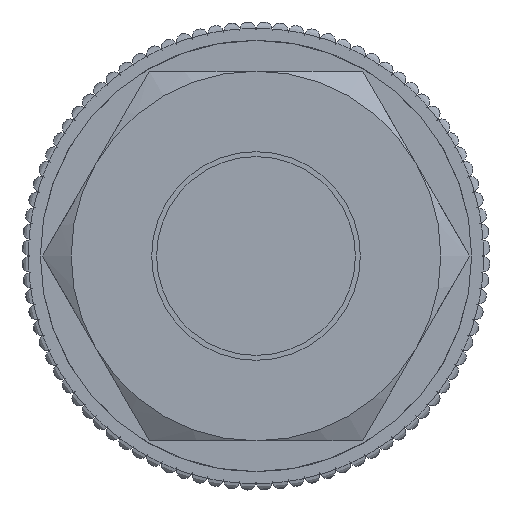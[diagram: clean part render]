
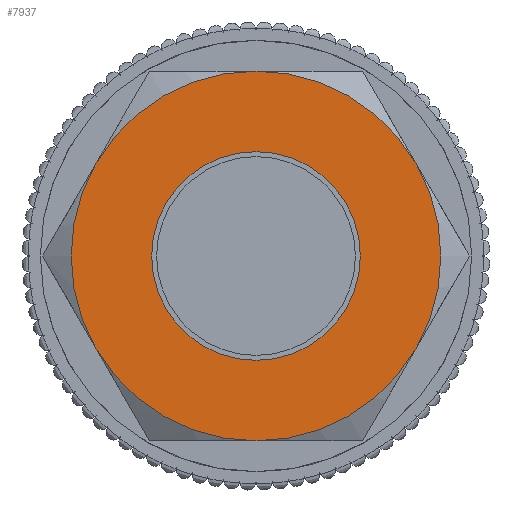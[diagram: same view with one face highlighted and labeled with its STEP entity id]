
A CAD part, left-side view. The second image highlights one B-rep face of the part: STEP entity #7937.
In plain terms, the highlighted planar face has unit normal (-1, 0, 0).
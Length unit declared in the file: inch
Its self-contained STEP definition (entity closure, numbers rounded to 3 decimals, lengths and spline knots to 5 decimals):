
#296 = CIRCLE ( 'NONE', #12510, 0.075 ) ;
#797 = DIRECTION ( 'NONE',  ( -1., 0., 0. ) ) ;
#1065 = DIRECTION ( 'NONE',  ( -1., 0., 0. ) ) ;
#1821 = VERTEX_POINT ( 'NONE', #2883 ) ;
#2042 = DIRECTION ( 'NONE',  ( 0., 0., -1. ) ) ;
#2309 = EDGE_LOOP ( 'NONE', ( #19295, #6853, #15815, #3577, #3011, #8737 ) ) ;
#2501 = EDGE_LOOP ( 'NONE', ( #21329, #14833 ) ) ;
#2850 = EDGE_CURVE ( 'NONE', #8109, #23101, #11882, .T. ) ;
#2883 = CARTESIAN_POINT ( 'NONE',  ( 0., 0., -0.225 ) ) ;
#3011 = ORIENTED_EDGE ( 'NONE', *, *, #18189, .T. ) ;
#3093 = AXIS2_PLACEMENT_3D ( 'NONE', #12534, #25054, #20830 ) ;
#3250 = VERTEX_POINT ( 'NONE', #9998 ) ;
#3523 = CIRCLE ( 'NONE', #22034, 0.225 ) ;
#3577 = ORIENTED_EDGE ( 'NONE', *, *, #2850, .F. ) ;
#4159 = CARTESIAN_POINT ( 'NONE',  ( 0., 0., 0. ) ) ;
#4191 = AXIS2_PLACEMENT_3D ( 'NONE', #18847, #797, #6862 ) ;
#4510 = FACE_OUTER_BOUND ( 'NONE', #2309, .T. ) ;
#4672 = DIRECTION ( 'NONE',  ( 0., 0., -1. ) ) ;
#4837 = CARTESIAN_POINT ( 'NONE',  ( 0., 0.19486, 0.1125 ) ) ;
#5229 = DIRECTION ( 'NONE',  ( 1., 0., 0. ) ) ;
#5664 = EDGE_CURVE ( 'NONE', #1821, #13067, #21607, .T. ) ;
#6576 = AXIS2_PLACEMENT_3D ( 'NONE', #20840, #1065, #10830 ) ;
#6697 = CARTESIAN_POINT ( 'NONE',  ( 0., 0., 0. ) ) ;
#6853 = ORIENTED_EDGE ( 'NONE', *, *, #12943, .F. ) ;
#6862 = DIRECTION ( 'NONE',  ( 0., 0., 1. ) ) ;
#7913 = CARTESIAN_POINT ( 'NONE',  ( 0., 0., 0. ) ) ;
#7937 = ADVANCED_FACE ( 'NONE', ( #24414, #4510 ), #12154, .F. ) ;
#8067 = EDGE_CURVE ( 'NONE', #14999, #14640, #8276, .T. ) ;
#8109 = VERTEX_POINT ( 'NONE', #18855 ) ;
#8276 = CIRCLE ( 'NONE', #6576, 0.075 ) ;
#8389 = CIRCLE ( 'NONE', #4191, 0.225 ) ;
#8737 = ORIENTED_EDGE ( 'NONE', *, *, #10332, .F. ) ;
#9007 = CIRCLE ( 'NONE', #15709, 0.225 ) ;
#9998 = CARTESIAN_POINT ( 'NONE',  ( 0., -0.19486, -0.1125 ) ) ;
#10332 = EDGE_CURVE ( 'NONE', #13067, #12680, #21893, .T. ) ;
#10478 = CARTESIAN_POINT ( 'NONE',  ( 0., 0., 0. ) ) ;
#10579 = CARTESIAN_POINT ( 'NONE',  ( 0., 0., 0. ) ) ;
#10789 = DIRECTION ( 'NONE',  ( 0., 0., 1. ) ) ;
#10830 = DIRECTION ( 'NONE',  ( 0., 0., 1. ) ) ;
#11209 = AXIS2_PLACEMENT_3D ( 'NONE', #10579, #12544, #22297 ) ;
#11882 = CIRCLE ( 'NONE', #16497, 0.225 ) ;
#12154 = PLANE ( 'NONE',  #11209 ) ;
#12200 = DIRECTION ( 'NONE',  ( 1., 0., 0. ) ) ;
#12510 = AXIS2_PLACEMENT_3D ( 'NONE', #6697, #20793, #10789 ) ;
#12534 = CARTESIAN_POINT ( 'NONE',  ( 0., 0., 0. ) ) ;
#12544 = DIRECTION ( 'NONE',  ( 1., 0., 0. ) ) ;
#12680 = VERTEX_POINT ( 'NONE', #4837 ) ;
#12747 = CARTESIAN_POINT ( 'NONE',  ( 0., 0., 0. ) ) ;
#12780 = EDGE_CURVE ( 'NONE', #23101, #3250, #3523, .T. ) ;
#12943 = EDGE_CURVE ( 'NONE', #3250, #1821, #9007, .T. ) ;
#13067 = VERTEX_POINT ( 'NONE', #24975 ) ;
#13572 = DIRECTION ( 'NONE',  ( 1., 0., 0. ) ) ;
#14640 = VERTEX_POINT ( 'NONE', #14904 ) ;
#14833 = ORIENTED_EDGE ( 'NONE', *, *, #8067, .F. ) ;
#14904 = CARTESIAN_POINT ( 'NONE',  ( 0., 0., 0.075 ) ) ;
#14999 = VERTEX_POINT ( 'NONE', #25972 ) ;
#15709 = AXIS2_PLACEMENT_3D ( 'NONE', #4159, #12200, #2042 ) ;
#15815 = ORIENTED_EDGE ( 'NONE', *, *, #12780, .F. ) ;
#15927 = DIRECTION ( 'NONE',  ( 0., 0., -1. ) ) ;
#16497 = AXIS2_PLACEMENT_3D ( 'NONE', #7913, #13572, #15927 ) ;
#18189 = EDGE_CURVE ( 'NONE', #8109, #12680, #8389, .T. ) ;
#18847 = CARTESIAN_POINT ( 'NONE',  ( 0., 0., 0. ) ) ;
#18855 = CARTESIAN_POINT ( 'NONE',  ( 0., 0., 0.225 ) ) ;
#19295 = ORIENTED_EDGE ( 'NONE', *, *, #5664, .F. ) ;
#19866 = EDGE_CURVE ( 'NONE', #14640, #14999, #296, .T. ) ;
#20638 = AXIS2_PLACEMENT_3D ( 'NONE', #10478, #24707, #4672 ) ;
#20793 = DIRECTION ( 'NONE',  ( -1., 0., 0. ) ) ;
#20830 = DIRECTION ( 'NONE',  ( 0., 0., -1. ) ) ;
#20840 = CARTESIAN_POINT ( 'NONE',  ( 0., 0., 0. ) ) ;
#21329 = ORIENTED_EDGE ( 'NONE', *, *, #19866, .F. ) ;
#21607 = CIRCLE ( 'NONE', #3093, 0.225 ) ;
#21893 = CIRCLE ( 'NONE', #20638, 0.225 ) ;
#22034 = AXIS2_PLACEMENT_3D ( 'NONE', #12747, #5229, #23537 ) ;
#22297 = DIRECTION ( 'NONE',  ( 0., 0., -1. ) ) ;
#23068 = CARTESIAN_POINT ( 'NONE',  ( 0., -0.19486, 0.1125 ) ) ;
#23101 = VERTEX_POINT ( 'NONE', #23068 ) ;
#23537 = DIRECTION ( 'NONE',  ( 0., 0., -1. ) ) ;
#24414 = FACE_BOUND ( 'NONE', #2501, .T. ) ;
#24707 = DIRECTION ( 'NONE',  ( 1., 0., 0. ) ) ;
#24975 = CARTESIAN_POINT ( 'NONE',  ( 0., 0.19486, -0.1125 ) ) ;
#25054 = DIRECTION ( 'NONE',  ( 1., 0., 0. ) ) ;
#25972 = CARTESIAN_POINT ( 'NONE',  ( 0., 0., -0.075 ) ) ;
